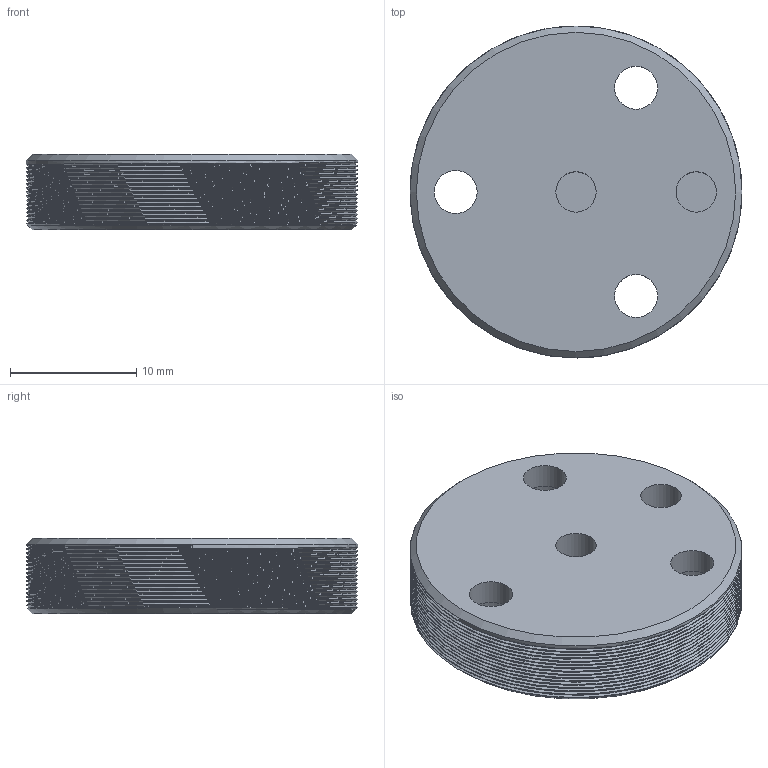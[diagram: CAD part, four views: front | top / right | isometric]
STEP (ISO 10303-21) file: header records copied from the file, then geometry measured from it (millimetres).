
FILE_DESCRIPTION (( 'STEP AP203' ), '1' );
FILE_NAME ('522400.STEP', '2022-06-07T07:45:43', ( '' ), ( '' ), 'SwSTEP 2.0', 'SolidWorks 2020', '' );
FILE_SCHEMA (( 'CONFIG_CONTROL_DESIGN' ));
Length unit declared in the file: millimetre
Products named in the file (1): 522400
Bounding box: 26.29 x 26.29 x 6 mm (x, y, z)
Volume: 2712.1 mm3; surface area: 2094.1 mm2
Topology: 1 solids, 1 shells, 22 faces, 42 edges, 27 vertices
Faces by surface type: cylinder 9, plane 8, bspline 3, cone 2
Full cylindrical faces by diameter (mm): 3.2 x2, 3.4 x3, 6 x3
Entity records: 3723 total; most frequent: CARTESIAN_POINT 3241, DIRECTION 84, ORIENTED_EDGE 62, EDGE_LOOP 43, AXIS2_PLACEMENT_3D 40, EDGE_CURVE 31, FACE_OUTER_BOUND 30, VERTEX_POINT 26
